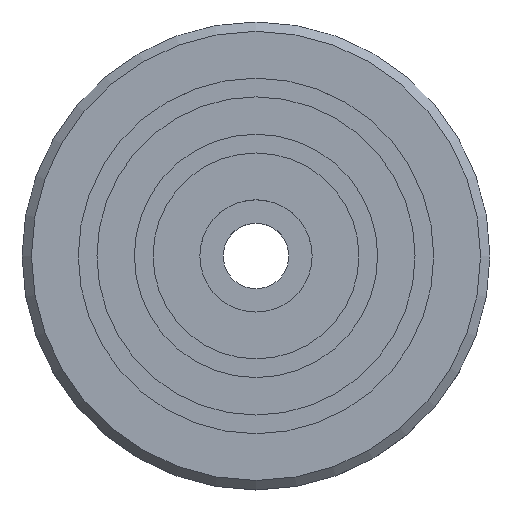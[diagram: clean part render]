
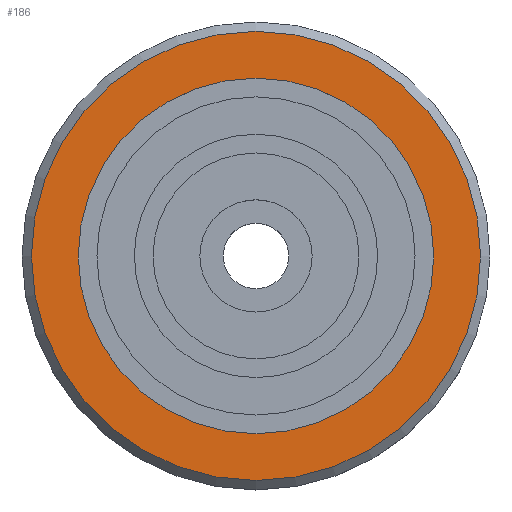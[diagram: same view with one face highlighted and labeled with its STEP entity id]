
A CAD part, top view. The second image highlights one B-rep face of the part: STEP entity #186.
In plain terms, the highlighted planar face has unit normal (0, 0, 1).
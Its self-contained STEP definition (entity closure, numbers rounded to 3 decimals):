
#41=ORIENTED_EDGE('',*,*,#69,.T.);
#42=ORIENTED_EDGE('',*,*,#70,.F.);
#69=EDGE_CURVE('',#85,#85,#101,.T.);
#70=EDGE_CURVE('',#86,#86,#102,.T.);
#85=VERTEX_POINT('',#332);
#86=VERTEX_POINT('',#334);
#101=CIRCLE('',#224,24.);
#102=CIRCLE('',#225,19.);
#121=EDGE_LOOP('',(#41));
#122=EDGE_LOOP('',(#42));
#153=FACE_BOUND('',#121,.T.);
#154=FACE_BOUND('',#122,.T.);
#177=PLANE('',#223);
#186=ADVANCED_FACE('',(#153,#154),#177,.T.);
#223=AXIS2_PLACEMENT_3D('',#330,#271,#272);
#224=AXIS2_PLACEMENT_3D('',#331,#273,#274);
#225=AXIS2_PLACEMENT_3D('',#333,#275,#276);
#271=DIRECTION('',(0.,0.,1.));
#272=DIRECTION('',(1.,0.,0.));
#273=DIRECTION('',(0.,0.,1.));
#274=DIRECTION('',(1.,0.,0.));
#275=DIRECTION('',(0.,0.,1.));
#276=DIRECTION('',(1.,0.,0.));
#330=CARTESIAN_POINT('',(6.,0.,10.1));
#331=CARTESIAN_POINT('',(0.,0.,10.1));
#332=CARTESIAN_POINT('',(24.,0.,10.1));
#333=CARTESIAN_POINT('',(0.,0.,10.1));
#334=CARTESIAN_POINT('',(19.,0.,10.1));
